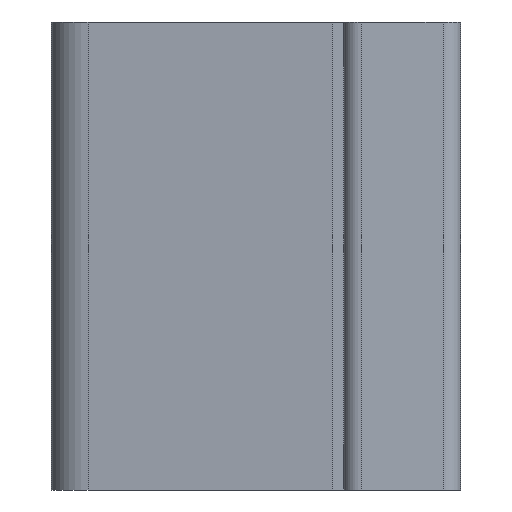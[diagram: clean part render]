
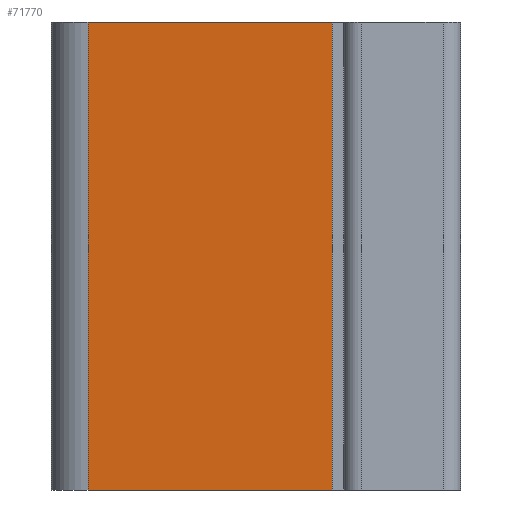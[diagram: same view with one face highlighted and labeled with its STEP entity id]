
A CAD part, left-side view. The second image highlights one B-rep face of the part: STEP entity #71770.
In plain terms, the highlighted planar face has unit normal (-0.995, 0.102, 0).
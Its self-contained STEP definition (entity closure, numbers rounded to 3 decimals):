
#54880=CARTESIAN_POINT('',(-0.556,0.537,-0.4));
#54890=VERTEX_POINT('',#54880);
#54920=CARTESIAN_POINT('',(-0.611,0.,-0.4));
#54930=DIRECTION('',(-0.102,-0.995,-0.));
#54940=VECTOR('',#54930,1.);
#54950=LINE('',#54920,#54940);
#54960=CARTESIAN_POINT('',(-0.599,0.12,-0.4));
#54970=VERTEX_POINT('',#54960);
#54980=EDGE_CURVE('',#54890,#54970,#54950,.T.);
#60500=CARTESIAN_POINT('',(-0.599,0.12,0.4));
#60510=VERTEX_POINT('',#60500);
#60540=CARTESIAN_POINT('',(-0.611,0.,0.4));
#60550=DIRECTION('',(-0.102,-0.995,0.));
#60560=VECTOR('',#60550,1.);
#60570=LINE('',#60540,#60560);
#60580=CARTESIAN_POINT('',(-0.556,0.537,0.4));
#60590=VERTEX_POINT('',#60580);
#60600=EDGE_CURVE('',#60590,#60510,#60570,.T.);
#70450=CARTESIAN_POINT('',(-0.599,0.12,0.));
#70460=DIRECTION('',(0.,-0.,1.));
#70470=VECTOR('',#70460,1.);
#70480=LINE('',#70450,#70470);
#70490=EDGE_CURVE('',#54970,#60510,#70480,.T.);
#71610=CARTESIAN_POINT('',(-0.6,0.108,0.42
));
#71620=DIRECTION('',(-0.995,0.102,0.));
#71630=DIRECTION('',(0.102,0.995,0.));
#71640=AXIS2_PLACEMENT_3D('',#71610,#71620,#71630);
#71650=PLANE('',#71640);
#71660=ORIENTED_EDGE('',*,*,#60600,.F.);
#71670=ORIENTED_EDGE('',*,*,#70490,.T.);
#71680=ORIENTED_EDGE('',*,*,#54980,.T.);
#71690=CARTESIAN_POINT('',(-0.556,0.537,0.));
#71700=DIRECTION('',(-0.,-0.,1.));
#71710=VECTOR('',#71700,1.);
#71720=LINE('',#71690,#71710);
#71730=EDGE_CURVE('',#54890,#60590,#71720,.T.);
#71740=ORIENTED_EDGE('',*,*,#71730,.F.);
#71750=EDGE_LOOP('',(#71740,#71680,#71670,#71660));
#71760=FACE_OUTER_BOUND('',#71750,.T.);
#71770=ADVANCED_FACE('',(#71760),#71650,.T.);
